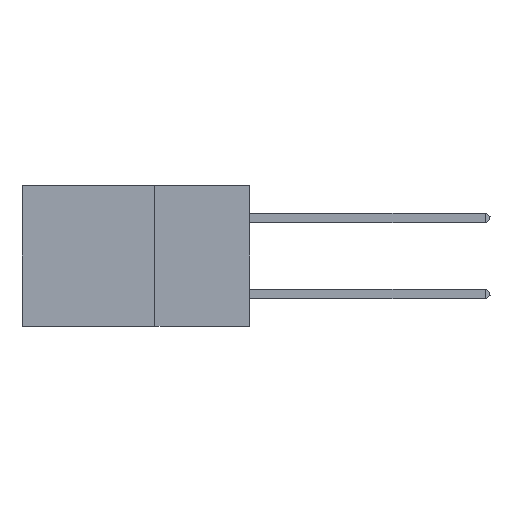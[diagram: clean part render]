
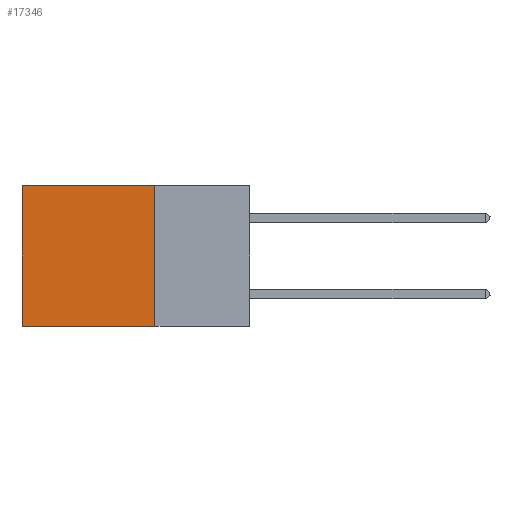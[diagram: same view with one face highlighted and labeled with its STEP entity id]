
A CAD part, left-side view. The second image highlights one B-rep face of the part: STEP entity #17346.
In plain terms, the highlighted planar face has unit normal (-1, 0, 0).
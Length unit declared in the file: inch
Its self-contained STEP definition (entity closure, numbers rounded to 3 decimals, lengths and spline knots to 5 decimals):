
#338 = EDGE_LOOP ( 'NONE', ( #20851, #5458, #19906, #614 ) ) ;
#614 = ORIENTED_EDGE ( 'NONE', *, *, #31278, .T. ) ;
#1635 = VECTOR ( 'NONE', #13517, 39.37008 ) ;
#1739 = VECTOR ( 'NONE', #10166, 39.37008 ) ;
#5458 = ORIENTED_EDGE ( 'NONE', *, *, #21694, .F. ) ;
#6960 = DIRECTION ( 'NONE',  ( 0., 1., 0. ) ) ;
#7036 = EDGE_CURVE ( 'NONE', #33842, #23320, #18450, .T. ) ;
#10166 = DIRECTION ( 'NONE',  ( 0., 1., 0. ) ) ;
#10781 = VERTEX_POINT ( 'NONE', #32192 ) ;
#11647 = EDGE_CURVE ( 'NONE', #10781, #13440, #13022, .T. ) ;
#13022 = LINE ( 'NONE', #19888, #29752 ) ;
#13440 = VERTEX_POINT ( 'NONE', #20603 ) ;
#13517 = DIRECTION ( 'NONE',  ( 0., 0., -1. ) ) ;
#14820 = VECTOR ( 'NONE', #6960, 39.37008 ) ;
#17346 = ADVANCED_FACE ( 'NONE', ( #33528 ), #40117, .F. ) ;
#18450 = LINE ( 'NONE', #40147, #1635 ) ;
#18556 = LINE ( 'NONE', #30198, #1739 ) ;
#19888 = CARTESIAN_POINT ( 'NONE',  ( 0.2875, 0.25, 0. ) ) ;
#19906 = ORIENTED_EDGE ( 'NONE', *, *, #11647, .F. ) ;
#20174 = AXIS2_PLACEMENT_3D ( 'NONE', #36919, #40257, #20341 ) ;
#20341 = DIRECTION ( 'NONE',  ( 0., 0., -1. ) ) ;
#20603 = CARTESIAN_POINT ( 'NONE',  ( 0.2875, 0.25, -0.37 ) ) ;
#20851 = ORIENTED_EDGE ( 'NONE', *, *, #7036, .T. ) ;
#21694 = EDGE_CURVE ( 'NONE', #13440, #23320, #40322, .T. ) ;
#23320 = VERTEX_POINT ( 'NONE', #28353 ) ;
#27381 = CARTESIAN_POINT ( 'NONE',  ( 0.2875, 0.6, 0. ) ) ;
#28353 = CARTESIAN_POINT ( 'NONE',  ( 0.2875, 0.6, -0.37 ) ) ;
#29752 = VECTOR ( 'NONE', #39806, 39.37008 ) ;
#30198 = CARTESIAN_POINT ( 'NONE',  ( 0.2875, 0.25, 0. ) ) ;
#31278 = EDGE_CURVE ( 'NONE', #10781, #33842, #18556, .T. ) ;
#32192 = CARTESIAN_POINT ( 'NONE',  ( 0.2875, 0.25, 0. ) ) ;
#33528 = FACE_OUTER_BOUND ( 'NONE', #338, .T. ) ;
#33692 = CARTESIAN_POINT ( 'NONE',  ( 0.2875, 0.25, -0.37 ) ) ;
#33842 = VERTEX_POINT ( 'NONE', #27381 ) ;
#36919 = CARTESIAN_POINT ( 'NONE',  ( 0.2875, 0.25, 0. ) ) ;
#39806 = DIRECTION ( 'NONE',  ( 0., 0., -1. ) ) ;
#40117 = PLANE ( 'NONE',  #20174 ) ;
#40147 = CARTESIAN_POINT ( 'NONE',  ( 0.2875, 0.6, 0. ) ) ;
#40257 = DIRECTION ( 'NONE',  ( 1., 0., 0. ) ) ;
#40322 = LINE ( 'NONE', #33692, #14820 ) ;
